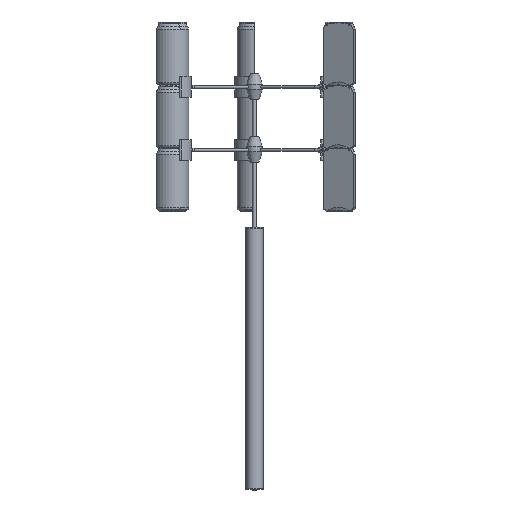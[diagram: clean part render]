
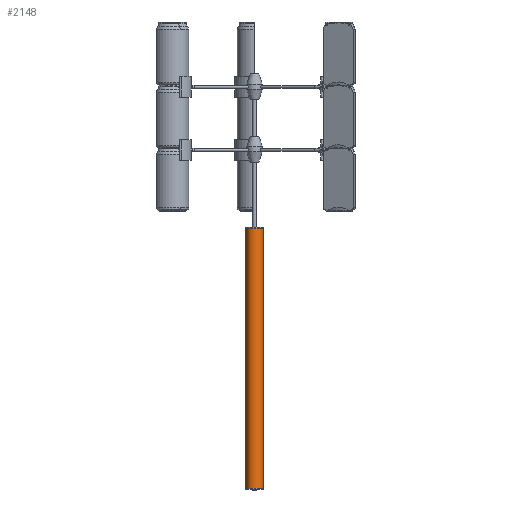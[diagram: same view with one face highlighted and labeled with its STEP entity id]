
A CAD part, front view. The second image highlights one B-rep face of the part: STEP entity #2148.
In plain terms, the highlighted cylindrical face has radius 16.7 mm (diameter 33.4 mm), a full revolution.
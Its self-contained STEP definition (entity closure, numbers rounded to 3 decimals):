
#262=CYLINDRICAL_SURFACE('',#2501,16.7);
#416=FACE_OUTER_BOUND('',#546,.T.);
#546=EDGE_LOOP('',(#1961,#1962,#1963,#1964));
#676=CIRCLE('',#2502,16.7);
#677=CIRCLE('',#2503,16.7);
#858=LINE('',#8376,#942);
#942=VECTOR('',#3083,16.7);
#1123=VERTEX_POINT('',#8373);
#1124=VERTEX_POINT('',#8375);
#1406=EDGE_CURVE('',#1123,#1123,#676,.T.);
#1407=EDGE_CURVE('',#1123,#1124,#858,.T.);
#1408=EDGE_CURVE('',#1124,#1124,#677,.T.);
#1961=ORIENTED_EDGE('',*,*,#1406,.F.);
#1962=ORIENTED_EDGE('',*,*,#1407,.T.);
#1963=ORIENTED_EDGE('',*,*,#1408,.T.);
#1964=ORIENTED_EDGE('',*,*,#1407,.F.);
#2148=ADVANCED_FACE('',(#416),#262,.T.);
#2501=AXIS2_PLACEMENT_3D('',#8372,#3079,#3080);
#2502=AXIS2_PLACEMENT_3D('',#8374,#3081,#3082);
#2503=AXIS2_PLACEMENT_3D('',#8377,#3084,#3085);
#3079=DIRECTION('center_axis',(0.,0.,1.));
#3080=DIRECTION('ref_axis',(1.,0.,0.));
#3081=DIRECTION('center_axis',(0.,0.,1.));
#3082=DIRECTION('ref_axis',(1.,0.,0.));
#3083=DIRECTION('',(0.,0.,-1.));
#3084=DIRECTION('center_axis',(0.,0.,1.));
#3085=DIRECTION('ref_axis',(1.,0.,0.));
#8372=CARTESIAN_POINT('Origin',(0.,0.,0.));
#8373=CARTESIAN_POINT('',(-16.7,0.,500.));
#8374=CARTESIAN_POINT('Origin',(0.,0.,500.));
#8375=CARTESIAN_POINT('',(-16.7,0.,0.));
#8376=CARTESIAN_POINT('',(-16.7,0.,0.));
#8377=CARTESIAN_POINT('Origin',(0.,0.,0.));
